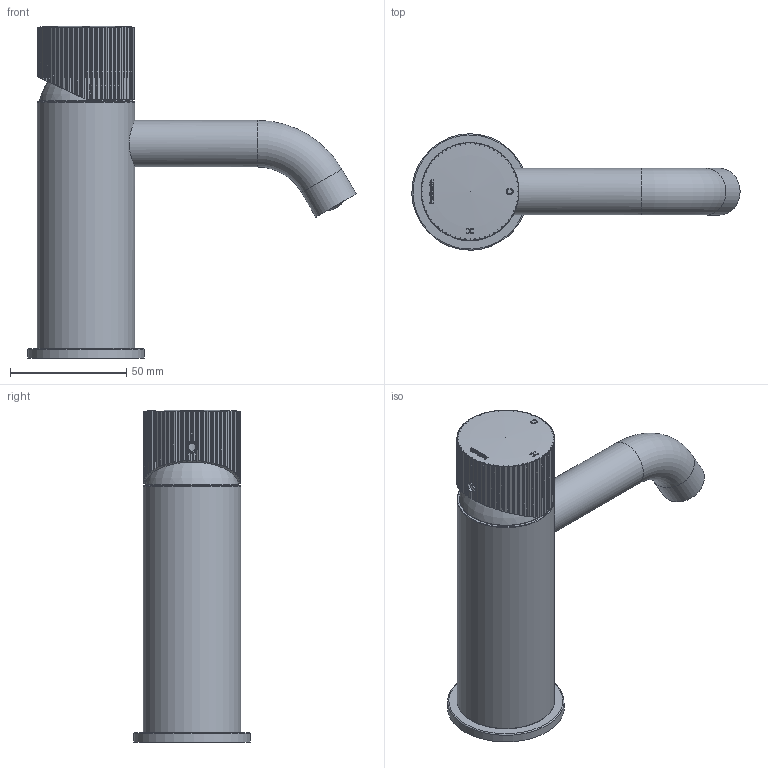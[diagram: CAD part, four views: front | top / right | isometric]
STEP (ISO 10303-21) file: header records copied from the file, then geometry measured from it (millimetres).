
FILE_DESCRIPTION(/* description */ ('Unknown'),/* implementation_level */ '2;1');
FILE_NAME(/* name */ 'GY003R-00',/* time_stamp */ '2024-11-04T12:54:14+01:00',/* author */ ('Unknown'),/* organization */ ('Unknown'),/* preprocessor_version */ 'ST-DEVELOPER v19.4',/* originating_system */ 'Solid Edge',/* authorisation */ 'Unknown');
FILE_SCHEMA (('AUTOMOTIVE_DESIGN {1 0 10303 214 3 1 1}'));
Length unit declared in the file: millimetre
Products named in the file (13): GY003R-00; CB003-01.IL; CB003-006.IL_oa_0; CB003-06.IL; CB003-02; GY003-001_oa_1; GY003-01; CB003-002; CB003-002-1; CB003-002-2; CB003-002-3; CB003-002-4; CB003-05
Assembly tree (12 placements, depth 3):
  GY003R-00
    CB003-01.IL
    CB003-006.IL_oa_0
      CB003-06.IL
    CB003-02
    GY003-001_oa_1
      GY003-01
    CB003-002
      CB003-002-1
      CB003-002-2
      CB003-002-3
      CB003-002-4
    CB003-05
Bounding box: 140.9 x 49.97 x 142.5 mm (x, y, z)
Volume: 70703.8 mm3; surface area: 58575.6 mm2
Topology: 9 solids, 9 shells, 1127 faces, 2953 edges, 1806 vertices
Faces by surface type: cylinder 355, bspline 330, plane 286, torus 121, cone 35
Full cylindrical faces by diameter (mm): 3.3 x1, 5 x1, 10.917 x1, 11 x1, 11.027 x2, 12 x2, 12.159 x1, 12.196 x1, 12.45 x1, 13.464 x1, 13.5 x1, 14 x1, 14.577 x1, 15.033 x1, 15.218 x1, 15.229 x1, 15.417 x1, 16 x1, 16.5 x1, 16.75 x1, 20 x2, 28.3 x1, 30.376 x2, 32.8 x1, 35 x1, 35.2 x2, 35.8 x3, 37 x1, 37.5 x2, 38.7 x1
Entity records: 50389 total; most frequent: CARTESIAN_POINT 19644, ORIENTED_EDGE 5490, DIRECTION 4111, EDGE_CURVE 2745, VERTEX_POINT 1763, AXIS2_PLACEMENT_3D 1627, FACE_BOUND 1258, EDGE_LOOP 1253
